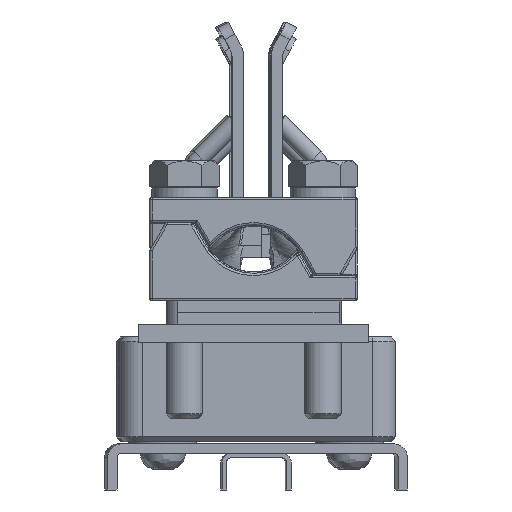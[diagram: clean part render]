
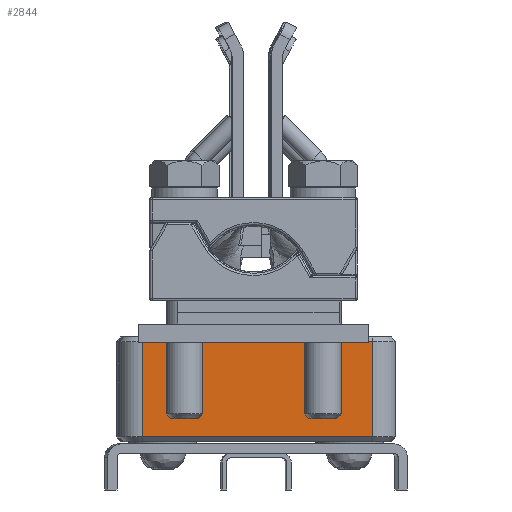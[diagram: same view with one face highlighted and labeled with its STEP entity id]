
A CAD part, front view. The second image highlights one B-rep face of the part: STEP entity #2844.
In plain terms, the highlighted face is planar.
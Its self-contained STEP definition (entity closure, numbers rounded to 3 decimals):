
#788=DIRECTION('',(0.,-1.,0.));
#789=VECTOR('',#788,20.7);
#790=CARTESIAN_POINT('',(-25.,22.2,25.));
#791=LINE('',#790,#789);
#817=DIRECTION('',(1.,0.,0.));
#818=VECTOR('',#817,50.);
#819=CARTESIAN_POINT('',(-25.,1.5,25.));
#820=LINE('',#819,#818);
#824=DIRECTION('',(0.,-1.,0.));
#825=VECTOR('',#824,0.5);
#826=CARTESIAN_POINT('',(-5.,26.,25.));
#827=LINE('',#826,#825);
#831=DIRECTION('',(1.,0.,0.));
#832=VECTOR('',#831,10.);
#833=CARTESIAN_POINT('',(-5.,25.5,25.));
#834=LINE('',#833,#832);
#838=DIRECTION('',(1.,0.,0.));
#839=VECTOR('',#838,12.);
#840=CARTESIAN_POINT('',(5.,26.,25.));
#841=LINE('',#840,#839);
#845=DIRECTION('',(0.819,-0.574,0.));
#846=VECTOR('',#845,0.819);
#847=CARTESIAN_POINT('',(17.,26.,25.));
#848=LINE('',#847,#846);
#852=DIRECTION('',(0.342,-0.94,0.));
#853=VECTOR('',#852,1.98);
#854=CARTESIAN_POINT('',(17.671,25.53,25.));
#855=LINE('',#854,#853);
#859=DIRECTION('',(0.819,-0.574,0.));
#860=VECTOR('',#859,2.563);
#861=CARTESIAN_POINT('',(18.348,23.67,25.));
#862=LINE('',#861,#860);
#866=DIRECTION('',(0.819,0.574,0.));
#867=VECTOR('',#866,2.563);
#868=CARTESIAN_POINT('',(-20.447,22.2,25.));
#869=LINE('',#868,#867);
#873=DIRECTION('',(0.342,0.94,0.));
#874=VECTOR('',#873,1.98);
#875=CARTESIAN_POINT('',(-18.348,23.67,25.));
#876=LINE('',#875,#874);
#880=DIRECTION('',(0.819,0.574,0.));
#881=VECTOR('',#880,0.819);
#882=CARTESIAN_POINT('',(-17.671,25.53,25.));
#883=LINE('',#882,#881);
#887=DIRECTION('',(1.,0.,0.));
#888=VECTOR('',#887,12.);
#889=CARTESIAN_POINT('',(-17.,26.,25.));
#890=LINE('',#889,#888);
#978=DIRECTION('',(-1.,0.,0.));
#979=VECTOR('',#978,4.553);
#980=CARTESIAN_POINT('',(-20.447,22.2,25.));
#981=LINE('',#980,#979);
#1020=DIRECTION('',(-1.,0.,0.));
#1021=VECTOR('',#1020,4.553);
#1022=CARTESIAN_POINT('',(25.,22.2,25.));
#1023=LINE('',#1022,#1021);
#1056=DIRECTION('',(0.,1.,0.));
#1057=VECTOR('',#1056,20.7);
#1058=CARTESIAN_POINT('',(25.,1.5,25.));
#1059=LINE('',#1058,#1057);
#1834=DIRECTION('',(0.,-1.,0.));
#1835=VECTOR('',#1834,0.5);
#1836=CARTESIAN_POINT('',(5.,26.,25.));
#1837=LINE('',#1836,#1835);
#2100=CARTESIAN_POINT('',(-25.,22.2,25.));
#2101=VERTEX_POINT('',#2100);
#2103=CARTESIAN_POINT('',(-25.,1.5,25.));
#2105=VERTEX_POINT('',#2103);
#2110=CARTESIAN_POINT('',(25.,1.5,25.));
#2111=VERTEX_POINT('',#2110);
#2114=CARTESIAN_POINT('',(-5.,26.,25.));
#2115=CARTESIAN_POINT('',(-5.,25.5,25.));
#2116=VERTEX_POINT('',#2114);
#2117=VERTEX_POINT('',#2115);
#2118=CARTESIAN_POINT('',(5.,25.5,25.));
#2119=VERTEX_POINT('',#2118);
#2120=CARTESIAN_POINT('',(5.,26.,25.));
#2121=VERTEX_POINT('',#2120);
#2122=CARTESIAN_POINT('',(17.,26.,25.));
#2123=VERTEX_POINT('',#2122);
#2124=CARTESIAN_POINT('',(17.671,25.53,25.));
#2125=VERTEX_POINT('',#2124);
#2126=CARTESIAN_POINT('',(18.348,23.67,25.));
#2127=VERTEX_POINT('',#2126);
#2128=CARTESIAN_POINT('',(20.447,22.2,25.));
#2129=VERTEX_POINT('',#2128);
#2130=CARTESIAN_POINT('',(25.,22.2,25.));
#2131=VERTEX_POINT('',#2130);
#2132=CARTESIAN_POINT('',(-20.447,22.2,25.));
#2133=VERTEX_POINT('',#2132);
#2134=CARTESIAN_POINT('',(-18.348,23.67,25.));
#2135=VERTEX_POINT('',#2134);
#2136=CARTESIAN_POINT('',(-17.671,25.53,25.));
#2137=VERTEX_POINT('',#2136);
#2138=CARTESIAN_POINT('',(-17.,26.,25.));
#2139=VERTEX_POINT('',#2138);
#2807=CARTESIAN_POINT('',(-25.,0.,25.));
#2808=DIRECTION('',(0.,0.,1.));
#2809=DIRECTION('',(1.,0.,0.));
#2810=AXIS2_PLACEMENT_3D('',#2807,#2808,#2809);
#2811=PLANE('',#2810);
#2813=ORIENTED_EDGE('',*,*,#2812,.T.);
#2815=ORIENTED_EDGE('',*,*,#2814,.T.);
#2817=ORIENTED_EDGE('',*,*,#2816,.F.);
#2819=ORIENTED_EDGE('',*,*,#2818,.T.);
#2821=ORIENTED_EDGE('',*,*,#2820,.T.);
#2823=ORIENTED_EDGE('',*,*,#2822,.T.);
#2825=ORIENTED_EDGE('',*,*,#2824,.T.);
#2827=ORIENTED_EDGE('',*,*,#2826,.F.);
#2829=ORIENTED_EDGE('',*,*,#2828,.F.);
#2830=ORIENTED_EDGE('',*,*,#2797,.F.);
#2831=ORIENTED_EDGE('',*,*,#2772,.F.);
#2833=ORIENTED_EDGE('',*,*,#2832,.F.);
#2835=ORIENTED_EDGE('',*,*,#2834,.T.);
#2837=ORIENTED_EDGE('',*,*,#2836,.T.);
#2839=ORIENTED_EDGE('',*,*,#2838,.T.);
#2841=ORIENTED_EDGE('',*,*,#2840,.T.);
#2842=EDGE_LOOP('',(#2813,#2815,#2817,#2819,#2821,#2823,#2825,#2827,#2829,#2830,
#2831,#2833,#2835,#2837,#2839,#2841));
#2843=FACE_OUTER_BOUND('',#2842,.F.);
#2772=EDGE_CURVE('',#2101,#2105,#791,.T.);
#2797=EDGE_CURVE('',#2105,#2111,#820,.T.);
#2812=EDGE_CURVE('',#2116,#2117,#827,.T.);
#2814=EDGE_CURVE('',#2117,#2119,#834,.T.);
#2816=EDGE_CURVE('',#2121,#2119,#1837,.T.);
#2818=EDGE_CURVE('',#2121,#2123,#841,.T.);
#2820=EDGE_CURVE('',#2123,#2125,#848,.T.);
#2822=EDGE_CURVE('',#2125,#2127,#855,.T.);
#2824=EDGE_CURVE('',#2127,#2129,#862,.T.);
#2826=EDGE_CURVE('',#2131,#2129,#1023,.T.);
#2828=EDGE_CURVE('',#2111,#2131,#1059,.T.);
#2832=EDGE_CURVE('',#2133,#2101,#981,.T.);
#2834=EDGE_CURVE('',#2133,#2135,#869,.T.);
#2836=EDGE_CURVE('',#2135,#2137,#876,.T.);
#2838=EDGE_CURVE('',#2137,#2139,#883,.T.);
#2840=EDGE_CURVE('',#2139,#2116,#890,.T.);
#2844=ADVANCED_FACE('',(#2843),#2811,.T.);
